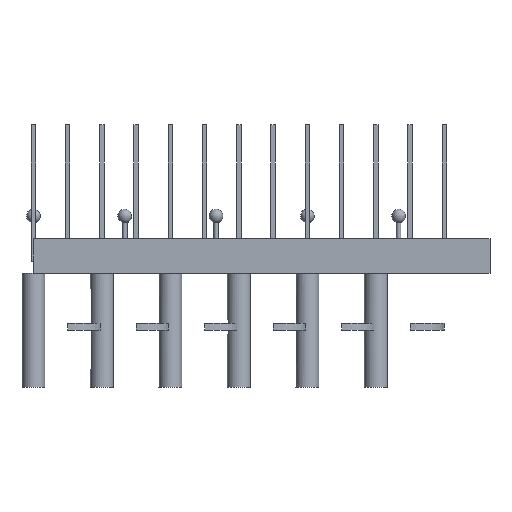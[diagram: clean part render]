
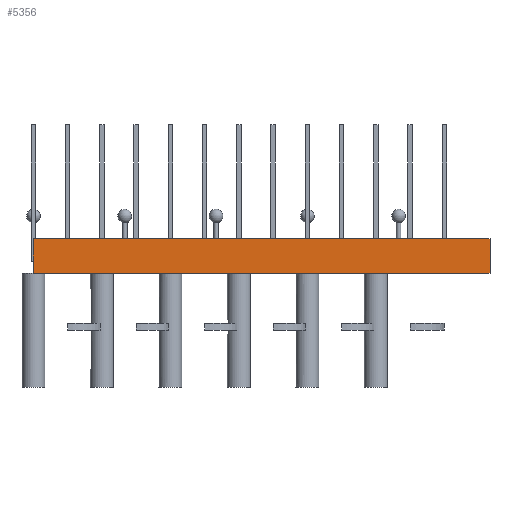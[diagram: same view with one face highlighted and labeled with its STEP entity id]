
A CAD part, front view. The second image highlights one B-rep face of the part: STEP entity #5356.
In plain terms, the highlighted planar face has unit normal (0, -1, 0).
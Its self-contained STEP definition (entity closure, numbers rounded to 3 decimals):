
#356 = PLANE('',#357);
#357 = AXIS2_PLACEMENT_3D('',#358,#359,#360);
#358 = CARTESIAN_POINT('',(0.,30.,55.));
#359 = DIRECTION('',(1.,0.,-0.));
#360 = DIRECTION('',(0.,-1.,0.));
#531 = PLANE('',#532);
#532 = AXIS2_PLACEMENT_3D('',#533,#534,#535);
#533 = CARTESIAN_POINT('',(200.,28.,55.));
#534 = DIRECTION('',(-1.,0.,0.));
#535 = DIRECTION('',(0.,1.,0.));
#2030 = VERTEX_POINT('',#2031);
#2031 = CARTESIAN_POINT('',(0.,-30.,65.));
#2045 = PLANE('',#2046);
#2046 = AXIS2_PLACEMENT_3D('',#2047,#2048,#2049);
#2047 = CARTESIAN_POINT('',(100.,-29.,65.));
#2048 = DIRECTION('',(0.,0.,1.));
#2049 = DIRECTION('',(1.,0.,-0.));
#2057 = EDGE_CURVE('',#2058,#2030,#2060,.T.);
#2058 = VERTEX_POINT('',#2059);
#2059 = CARTESIAN_POINT('',(0.,-30.,50.));
#2060 = SURFACE_CURVE('',#2061,(#2065,#2072),.PCURVE_S1.);
#2061 = LINE('',#2062,#2063);
#2062 = CARTESIAN_POINT('',(0.,-30.,50.));
#2063 = VECTOR('',#2064,1.);
#2064 = DIRECTION('',(0.,0.,1.));
#2065 = PCURVE('',#356,#2066);
#2066 = DEFINITIONAL_REPRESENTATION('',(#2067),#2071);
#2067 = LINE('',#2068,#2069);
#2068 = CARTESIAN_POINT('',(60.,5.));
#2069 = VECTOR('',#2070,1.);
#2070 = DIRECTION('',(0.,-1.));
#2071 = ( GEOMETRIC_REPRESENTATION_CONTEXT(2) 
PARAMETRIC_REPRESENTATION_CONTEXT() REPRESENTATION_CONTEXT('2D SPACE',''
  ) );
#2072 = PCURVE('',#2073,#2078);
#2073 = PLANE('',#2074);
#2074 = AXIS2_PLACEMENT_3D('',#2075,#2076,#2077);
#2075 = CARTESIAN_POINT('',(0.,-30.,50.));
#2076 = DIRECTION('',(0.,1.,0.));
#2077 = DIRECTION('',(1.,0.,0.));
#2078 = DEFINITIONAL_REPRESENTATION('',(#2079),#2083);
#2079 = LINE('',#2080,#2081);
#2080 = CARTESIAN_POINT('',(0.,0.));
#2081 = VECTOR('',#2082,1.);
#2082 = DIRECTION('',(0.,-1.));
#2083 = ( GEOMETRIC_REPRESENTATION_CONTEXT(2) 
PARAMETRIC_REPRESENTATION_CONTEXT() REPRESENTATION_CONTEXT('2D SPACE',''
  ) );
#2101 = PLANE('',#2102);
#2102 = AXIS2_PLACEMENT_3D('',#2103,#2104,#2105);
#2103 = CARTESIAN_POINT('',(100.,0.,50.));
#2104 = DIRECTION('',(0.,0.,1.));
#2105 = DIRECTION('',(1.,0.,-0.));
#2406 = VERTEX_POINT('',#2407);
#2407 = CARTESIAN_POINT('',(200.,-30.,50.));
#2428 = EDGE_CURVE('',#2429,#2406,#2431,.T.);
#2429 = VERTEX_POINT('',#2430);
#2430 = CARTESIAN_POINT('',(200.,-30.,65.));
#2431 = SURFACE_CURVE('',#2432,(#2436,#2443),.PCURVE_S1.);
#2432 = LINE('',#2433,#2434);
#2433 = CARTESIAN_POINT('',(200.,-30.,65.));
#2434 = VECTOR('',#2435,1.);
#2435 = DIRECTION('',(0.,0.,-1.));
#2436 = PCURVE('',#531,#2437);
#2437 = DEFINITIONAL_REPRESENTATION('',(#2438),#2442);
#2438 = LINE('',#2439,#2440);
#2439 = CARTESIAN_POINT('',(-58.,-10.));
#2440 = VECTOR('',#2441,1.);
#2441 = DIRECTION('',(0.,1.));
#2442 = ( GEOMETRIC_REPRESENTATION_CONTEXT(2) 
PARAMETRIC_REPRESENTATION_CONTEXT() REPRESENTATION_CONTEXT('2D SPACE',''
  ) );
#2443 = PCURVE('',#2073,#2444);
#2444 = DEFINITIONAL_REPRESENTATION('',(#2445),#2449);
#2445 = LINE('',#2446,#2447);
#2446 = CARTESIAN_POINT('',(200.,-15.));
#2447 = VECTOR('',#2448,1.);
#2448 = DIRECTION('',(0.,1.));
#2449 = ( GEOMETRIC_REPRESENTATION_CONTEXT(2) 
PARAMETRIC_REPRESENTATION_CONTEXT() REPRESENTATION_CONTEXT('2D SPACE',''
  ) );
#5101 = EDGE_CURVE('',#2058,#2406,#5102,.T.);
#5102 = SURFACE_CURVE('',#5103,(#5107,#5114),.PCURVE_S1.);
#5103 = LINE('',#5104,#5105);
#5104 = CARTESIAN_POINT('',(0.,-30.,50.));
#5105 = VECTOR('',#5106,1.);
#5106 = DIRECTION('',(1.,0.,0.));
#5107 = PCURVE('',#2101,#5108);
#5108 = DEFINITIONAL_REPRESENTATION('',(#5109),#5113);
#5109 = LINE('',#5110,#5111);
#5110 = CARTESIAN_POINT('',(-100.,-30.));
#5111 = VECTOR('',#5112,1.);
#5112 = DIRECTION('',(1.,0.));
#5113 = ( GEOMETRIC_REPRESENTATION_CONTEXT(2) 
PARAMETRIC_REPRESENTATION_CONTEXT() REPRESENTATION_CONTEXT('2D SPACE',''
  ) );
#5114 = PCURVE('',#2073,#5115);
#5115 = DEFINITIONAL_REPRESENTATION('',(#5116),#5120);
#5116 = LINE('',#5117,#5118);
#5117 = CARTESIAN_POINT('',(0.,0.));
#5118 = VECTOR('',#5119,1.);
#5119 = DIRECTION('',(1.,0.));
#5120 = ( GEOMETRIC_REPRESENTATION_CONTEXT(2) 
PARAMETRIC_REPRESENTATION_CONTEXT() REPRESENTATION_CONTEXT('2D SPACE',''
  ) );
#5356 = ADVANCED_FACE('',(#5357),#2073,.F.);
#5357 = FACE_BOUND('',#5358,.F.);
#5358 = EDGE_LOOP('',(#5359,#5360,#5381,#5382));
#5359 = ORIENTED_EDGE('',*,*,#2057,.T.);
#5360 = ORIENTED_EDGE('',*,*,#5361,.T.);
#5361 = EDGE_CURVE('',#2030,#2429,#5362,.T.);
#5362 = SURFACE_CURVE('',#5363,(#5367,#5374),.PCURVE_S1.);
#5363 = LINE('',#5364,#5365);
#5364 = CARTESIAN_POINT('',(0.,-30.,65.));
#5365 = VECTOR('',#5366,1.);
#5366 = DIRECTION('',(1.,0.,0.));
#5367 = PCURVE('',#2073,#5368);
#5368 = DEFINITIONAL_REPRESENTATION('',(#5369),#5373);
#5369 = LINE('',#5370,#5371);
#5370 = CARTESIAN_POINT('',(0.,-15.));
#5371 = VECTOR('',#5372,1.);
#5372 = DIRECTION('',(1.,0.));
#5373 = ( GEOMETRIC_REPRESENTATION_CONTEXT(2) 
PARAMETRIC_REPRESENTATION_CONTEXT() REPRESENTATION_CONTEXT('2D SPACE',''
  ) );
#5374 = PCURVE('',#2045,#5375);
#5375 = DEFINITIONAL_REPRESENTATION('',(#5376),#5380);
#5376 = LINE('',#5377,#5378);
#5377 = CARTESIAN_POINT('',(-100.,-1.));
#5378 = VECTOR('',#5379,1.);
#5379 = DIRECTION('',(1.,0.));
#5380 = ( GEOMETRIC_REPRESENTATION_CONTEXT(2) 
PARAMETRIC_REPRESENTATION_CONTEXT() REPRESENTATION_CONTEXT('2D SPACE',''
  ) );
#5381 = ORIENTED_EDGE('',*,*,#2428,.T.);
#5382 = ORIENTED_EDGE('',*,*,#5101,.F.);
